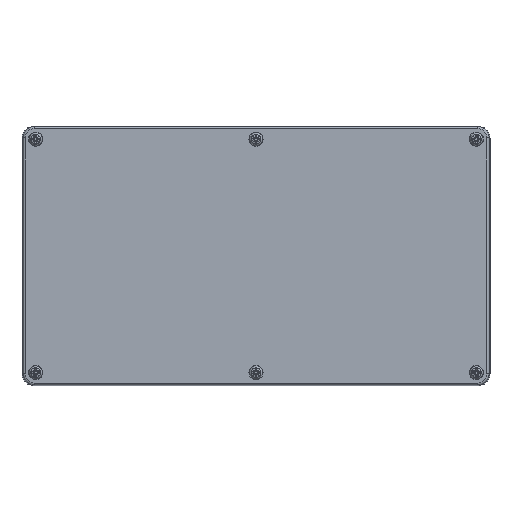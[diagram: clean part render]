
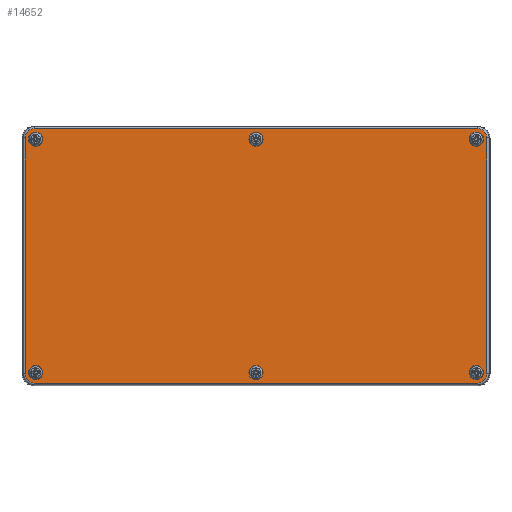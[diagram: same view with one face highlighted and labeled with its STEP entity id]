
A CAD part, top view. The second image highlights one B-rep face of the part: STEP entity #14652.
In plain terms, the highlighted face is planar.
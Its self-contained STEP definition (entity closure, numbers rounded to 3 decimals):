
#1082=LINE('',#24509,#2108);
#1084=LINE('',#24521,#2110);
#1086=LINE('',#24533,#2112);
#1088=LINE('',#24542,#2114);
#2108=VECTOR('',#19847,182.);
#2110=VECTOR('',#19861,342.);
#2112=VECTOR('',#19875,182.);
#2114=VECTOR('',#19887,342.);
#2664=PLANE('',#16136);
#3164=FACE_BOUND('',#4810,.T.);
#3165=FACE_BOUND('',#4811,.T.);
#3166=FACE_BOUND('',#4812,.T.);
#3167=FACE_BOUND('',#4813,.T.);
#3168=FACE_BOUND('',#4814,.T.);
#3169=FACE_BOUND('',#4815,.T.);
#3742=FACE_OUTER_BOUND('',#4809,.T.);
#4809=EDGE_LOOP('',(#12101,#12102,#12103,#12104,#12105,#12106,#12107,#12108));
#4810=EDGE_LOOP('',(#12109));
#4811=EDGE_LOOP('',(#12110));
#4812=EDGE_LOOP('',(#12111));
#4813=EDGE_LOOP('',(#12112));
#4814=EDGE_LOOP('',(#12113));
#4815=EDGE_LOOP('',(#12114));
#5673=CIRCLE('',#15954,5.45);
#5675=CIRCLE('',#15958,5.45);
#5677=CIRCLE('',#15962,5.45);
#5679=CIRCLE('',#15966,5.45);
#5681=CIRCLE('',#15970,5.45);
#5683=CIRCLE('',#15974,5.45);
#5743=CIRCLE('',#16110,7.077);
#5749=CIRCLE('',#16118,7.077);
#5753=CIRCLE('',#16124,7.077);
#5757=CIRCLE('',#16130,7.077);
#6888=VERTEX_POINT('',#24088);
#6890=VERTEX_POINT('',#24094);
#6892=VERTEX_POINT('',#24100);
#6894=VERTEX_POINT('',#24106);
#6896=VERTEX_POINT('',#24112);
#6898=VERTEX_POINT('',#24118);
#7014=VERTEX_POINT('',#24497);
#7015=VERTEX_POINT('',#24499);
#7017=VERTEX_POINT('',#24505);
#7019=VERTEX_POINT('',#24511);
#7021=VERTEX_POINT('',#24517);
#7023=VERTEX_POINT('',#24523);
#7025=VERTEX_POINT('',#24529);
#7027=VERTEX_POINT('',#24535);
#8575=EDGE_CURVE('',#6888,#6888,#5673,.T.);
#8577=EDGE_CURVE('',#6890,#6890,#5675,.T.);
#8579=EDGE_CURVE('',#6892,#6892,#5677,.T.);
#8581=EDGE_CURVE('',#6894,#6894,#5679,.T.);
#8583=EDGE_CURVE('',#6896,#6896,#5681,.T.);
#8585=EDGE_CURVE('',#6898,#6898,#5683,.T.);
#8773=EDGE_CURVE('',#7014,#7015,#5743,.T.);
#8778=EDGE_CURVE('',#7015,#7017,#1082,.T.);
#8781=EDGE_CURVE('',#7017,#7019,#5749,.T.);
#8784=EDGE_CURVE('',#7019,#7021,#1084,.T.);
#8787=EDGE_CURVE('',#7021,#7023,#5753,.T.);
#8790=EDGE_CURVE('',#7023,#7025,#1086,.T.);
#8793=EDGE_CURVE('',#7025,#7027,#5757,.T.);
#8795=EDGE_CURVE('',#7027,#7014,#1088,.T.);
#12101=ORIENTED_EDGE('',*,*,#8773,.F.);
#12102=ORIENTED_EDGE('',*,*,#8795,.F.);
#12103=ORIENTED_EDGE('',*,*,#8793,.F.);
#12104=ORIENTED_EDGE('',*,*,#8790,.F.);
#12105=ORIENTED_EDGE('',*,*,#8787,.F.);
#12106=ORIENTED_EDGE('',*,*,#8784,.F.);
#12107=ORIENTED_EDGE('',*,*,#8781,.F.);
#12108=ORIENTED_EDGE('',*,*,#8778,.F.);
#12109=ORIENTED_EDGE('',*,*,#8575,.T.);
#12110=ORIENTED_EDGE('',*,*,#8577,.T.);
#12111=ORIENTED_EDGE('',*,*,#8579,.T.);
#12112=ORIENTED_EDGE('',*,*,#8581,.T.);
#12113=ORIENTED_EDGE('',*,*,#8583,.T.);
#12114=ORIENTED_EDGE('',*,*,#8585,.T.);
#14652=ADVANCED_FACE('',(#3742,#3164,#3165,#3166,#3167,#3168,#3169),#2664,
 .F.);
#15954=AXIS2_PLACEMENT_3D('',#24089,#19396,#19397);
#15958=AXIS2_PLACEMENT_3D('',#24095,#19404,#19405);
#15962=AXIS2_PLACEMENT_3D('',#24101,#19412,#19413);
#15966=AXIS2_PLACEMENT_3D('',#24107,#19420,#19421);
#15970=AXIS2_PLACEMENT_3D('',#24113,#19428,#19429);
#15974=AXIS2_PLACEMENT_3D('',#24119,#19436,#19437);
#16110=AXIS2_PLACEMENT_3D('',#24500,#19836,#19837);
#16118=AXIS2_PLACEMENT_3D('',#24515,#19854,#19855);
#16124=AXIS2_PLACEMENT_3D('',#24527,#19868,#19869);
#16130=AXIS2_PLACEMENT_3D('',#24539,#19882,#19883);
#16136=AXIS2_PLACEMENT_3D('',#24552,#19901,#19902);
#19396=DIRECTION('center_axis',(0.,0.,1.));
#19397=DIRECTION('ref_axis',(1.,0.,0.));
#19404=DIRECTION('center_axis',(0.,0.,1.));
#19405=DIRECTION('ref_axis',(1.,0.,0.));
#19412=DIRECTION('center_axis',(0.,0.,1.));
#19413=DIRECTION('ref_axis',(1.,0.,0.));
#19420=DIRECTION('center_axis',(0.,0.,1.));
#19421=DIRECTION('ref_axis',(1.,0.,0.));
#19428=DIRECTION('center_axis',(0.,0.,1.));
#19429=DIRECTION('ref_axis',(1.,0.,0.));
#19436=DIRECTION('center_axis',(0.,0.,1.));
#19437=DIRECTION('ref_axis',(1.,0.,0.));
#19836=DIRECTION('center_axis',(0.,0.,1.));
#19837=DIRECTION('ref_axis',(-0.707,0.707,0.));
#19847=DIRECTION('',(0.,-1.,0.));
#19854=DIRECTION('center_axis',(0.,0.,1.));
#19855=DIRECTION('ref_axis',(-0.707,-0.707,0.));
#19861=DIRECTION('',(1.,0.,0.));
#19868=DIRECTION('center_axis',(0.,0.,1.));
#19869=DIRECTION('ref_axis',(0.707,-0.707,0.));
#19875=DIRECTION('',(0.,1.,0.));
#19882=DIRECTION('center_axis',(0.,0.,1.));
#19883=DIRECTION('ref_axis',(0.707,0.707,0.));
#19887=DIRECTION('',(-1.,0.,0.));
#19901=DIRECTION('center_axis',(0.,0.,1.));
#19902=DIRECTION('ref_axis',(1.,0.,0.));
#24088=CARTESIAN_POINT('',(164.55,-90.,-50.));
#24089=CARTESIAN_POINT('Origin',(170.,-90.,-50.));
#24094=CARTESIAN_POINT('',(-5.45,-90.,-50.));
#24095=CARTESIAN_POINT('Origin',(0.,-90.,-50.));
#24100=CARTESIAN_POINT('',(-175.45,-90.,-50.));
#24101=CARTESIAN_POINT('Origin',(-170.,-90.,-50.));
#24106=CARTESIAN_POINT('',(-175.45,90.,-50.));
#24107=CARTESIAN_POINT('Origin',(-170.,90.,-50.));
#24112=CARTESIAN_POINT('',(-5.45,90.,-50.));
#24113=CARTESIAN_POINT('Origin',(0.,90.,-50.));
#24118=CARTESIAN_POINT('',(164.55,90.,-50.));
#24119=CARTESIAN_POINT('Origin',(170.,90.,-50.));
#24497=CARTESIAN_POINT('',(-171.,98.077,-50.));
#24499=CARTESIAN_POINT('',(-178.077,91.,-50.));
#24500=CARTESIAN_POINT('Origin',(-171.,91.,-50.));
#24505=CARTESIAN_POINT('',(-178.077,-91.,-50.));
#24509=CARTESIAN_POINT('',(-178.077,45.5,-50.));
#24511=CARTESIAN_POINT('',(-171.,-98.077,-50.));
#24515=CARTESIAN_POINT('Origin',(-171.,-91.,-50.));
#24517=CARTESIAN_POINT('',(171.,-98.077,-50.));
#24521=CARTESIAN_POINT('',(-85.5,-98.077,-50.));
#24523=CARTESIAN_POINT('',(178.077,-91.,-50.));
#24527=CARTESIAN_POINT('Origin',(171.,-91.,-50.));
#24529=CARTESIAN_POINT('',(178.077,91.,-50.));
#24533=CARTESIAN_POINT('',(178.077,-45.5,-50.));
#24535=CARTESIAN_POINT('',(171.,98.077,-50.));
#24539=CARTESIAN_POINT('Origin',(171.,91.,-50.));
#24542=CARTESIAN_POINT('',(85.5,98.077,-50.));
#24552=CARTESIAN_POINT('Origin',(0.,0.,-50.));
